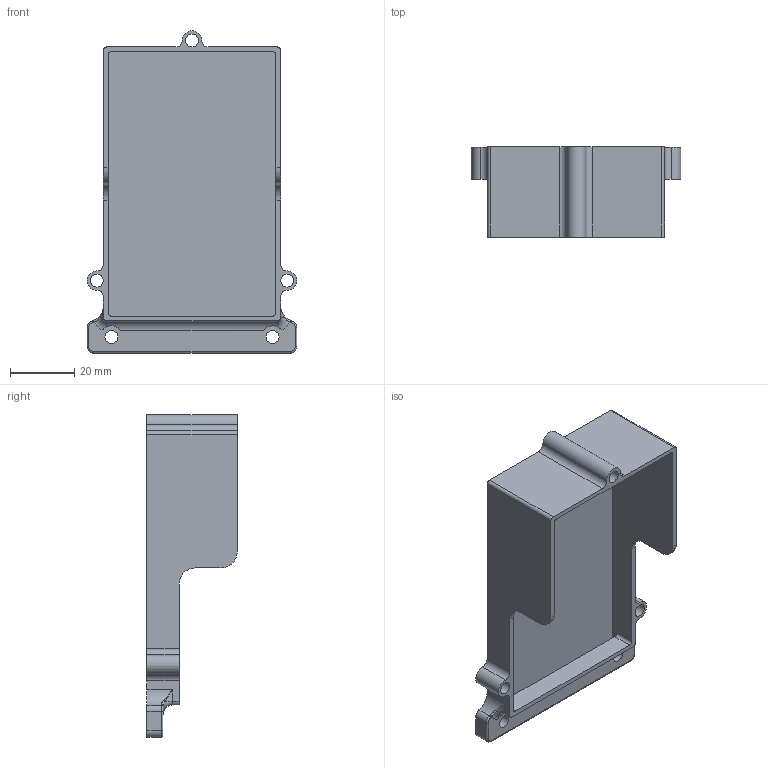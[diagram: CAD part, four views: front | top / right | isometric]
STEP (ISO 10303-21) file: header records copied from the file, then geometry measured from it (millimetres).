
FILE_DESCRIPTION(/* description */ (''),/* implementation_level */ '2;1');
FILE_NAME(/* name */ 'CM_Body.stp',/* time_stamp */ '2023-04-17T00:04:17-04:00',/* author */ (''),/* organization */ (''),/* preprocessor_version */ 'ST-DEVELOPER v18.102',/* originating_system */ 'SIEMENS PLM Software NX2206.6002',/* authorisation */ '');
FILE_SCHEMA (('AUTOMOTIVE_DESIGN { 1 0 10303 214 3 1 1 1 }'));
Length unit declared in the file: millimetre
Products named in the file (1): CM_Body
Bounding box: 65 x 28 x 100 mm (x, y, z)
Volume: 17174.7 mm3; surface area: 22968.2 mm2
Topology: 1 solids, 1 shells, 81 faces, 225 edges, 140 vertices
Faces by surface type: cylinder 42, plane 27, torus 8, bspline 4
Full cylindrical faces by diameter (mm): 4 x5, 7 x2
Entity records: 2682 total; most frequent: CARTESIAN_POINT 560, DIRECTION 454, ORIENTED_EDGE 432, EDGE_CURVE 216, AXIS2_PLACEMENT_3D 172, VERTEX_POINT 140, LINE 110, VECTOR 110
